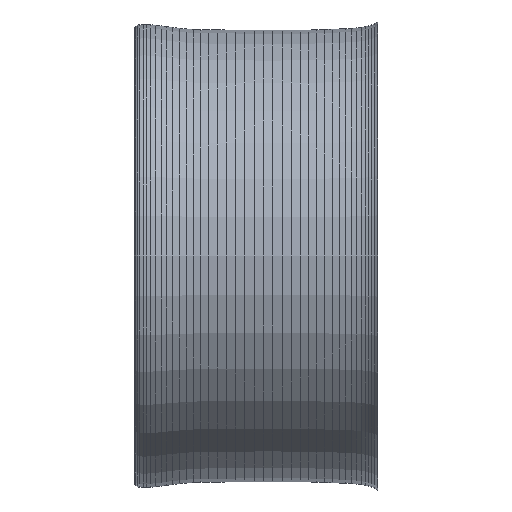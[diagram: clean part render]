
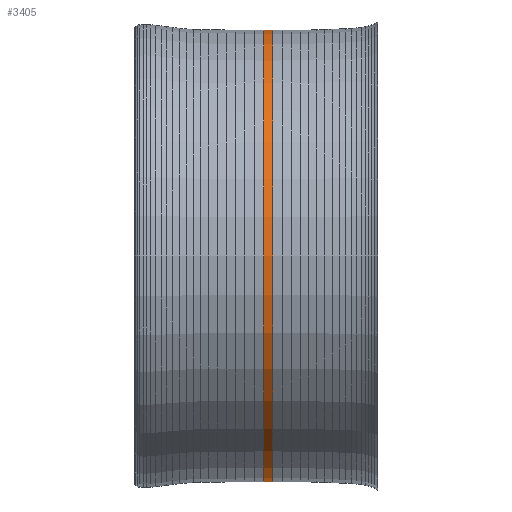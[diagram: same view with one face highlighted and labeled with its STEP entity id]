
A CAD part, front view. The second image highlights one B-rep face of the part: STEP entity #3405.
In plain terms, the highlighted cylindrical face has radius 37.53 mm (diameter 75.06 mm), a full revolution.
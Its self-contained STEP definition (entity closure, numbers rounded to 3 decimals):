
#3338 = CONICAL_SURFACE('',#3339,37.54,0.006);
#3339 = AXIS2_PLACEMENT_3D('',#3340,#3341,#3342);
#3340 = CARTESIAN_POINT('',(19.88,0.,0.));
#3341 = DIRECTION('',(-1.,-0.,-0.));
#3342 = DIRECTION('',(0.,-1.,0.));
#3356 = VERTEX_POINT('',#3357);
#3357 = CARTESIAN_POINT('',(21.43,-37.53,0.));
#3378 = EDGE_CURVE('',#3356,#3356,#3379,.T.);
#3379 = SURFACE_CURVE('',#3380,(#3385,#3392),.PCURVE_S1.);
#3380 = CIRCLE('',#3381,37.53);
#3381 = AXIS2_PLACEMENT_3D('',#3382,#3383,#3384);
#3382 = CARTESIAN_POINT('',(21.43,0.,0.));
#3383 = DIRECTION('',(-1.,0.,0.));
#3384 = DIRECTION('',(0.,-1.,0.));
#3385 = PCURVE('',#3338,#3386);
#3386 = DEFINITIONAL_REPRESENTATION('',(#3387),#3391);
#3387 = LINE('',#3388,#3389);
#3388 = CARTESIAN_POINT('',(0.,-1.55));
#3389 = VECTOR('',#3390,1.);
#3390 = DIRECTION('',(1.,-0.));
#3391 = ( GEOMETRIC_REPRESENTATION_CONTEXT(2) 
PARAMETRIC_REPRESENTATION_CONTEXT() REPRESENTATION_CONTEXT('2D SPACE',''
  ) );
#3392 = PCURVE('',#3393,#3398);
#3393 = CYLINDRICAL_SURFACE('',#3394,37.53);
#3394 = AXIS2_PLACEMENT_3D('',#3395,#3396,#3397);
#3395 = CARTESIAN_POINT('',(21.43,0.,0.));
#3396 = DIRECTION('',(1.,0.,0.));
#3397 = DIRECTION('',(0.,-1.,0.));
#3398 = DEFINITIONAL_REPRESENTATION('',(#3399),#3403);
#3399 = LINE('',#3400,#3401);
#3400 = CARTESIAN_POINT('',(-0.,0.));
#3401 = VECTOR('',#3402,1.);
#3402 = DIRECTION('',(-1.,0.));
#3403 = ( GEOMETRIC_REPRESENTATION_CONTEXT(2) 
PARAMETRIC_REPRESENTATION_CONTEXT() REPRESENTATION_CONTEXT('2D SPACE',''
  ) );
#3405 = ADVANCED_FACE('',(#3406),#3393,.T.);
#3406 = FACE_BOUND('',#3407,.F.);
#3407 = EDGE_LOOP('',(#3408,#3409,#3432,#3459));
#3408 = ORIENTED_EDGE('',*,*,#3378,.T.);
#3409 = ORIENTED_EDGE('',*,*,#3410,.T.);
#3410 = EDGE_CURVE('',#3356,#3411,#3413,.T.);
#3411 = VERTEX_POINT('',#3412);
#3412 = CARTESIAN_POINT('',(22.98,-37.53,0.));
#3413 = SEAM_CURVE('',#3414,(#3418,#3425),.PCURVE_S1.);
#3414 = LINE('',#3415,#3416);
#3415 = CARTESIAN_POINT('',(21.43,-37.53,0.));
#3416 = VECTOR('',#3417,1.);
#3417 = DIRECTION('',(1.,0.,0.));
#3418 = PCURVE('',#3393,#3419);
#3419 = DEFINITIONAL_REPRESENTATION('',(#3420),#3424);
#3420 = LINE('',#3421,#3422);
#3421 = CARTESIAN_POINT('',(-0.,0.));
#3422 = VECTOR('',#3423,1.);
#3423 = DIRECTION('',(-0.,1.));
#3424 = ( GEOMETRIC_REPRESENTATION_CONTEXT(2) 
PARAMETRIC_REPRESENTATION_CONTEXT() REPRESENTATION_CONTEXT('2D SPACE',''
  ) );
#3425 = PCURVE('',#3393,#3426);
#3426 = DEFINITIONAL_REPRESENTATION('',(#3427),#3431);
#3427 = LINE('',#3428,#3429);
#3428 = CARTESIAN_POINT('',(-6.283,0.));
#3429 = VECTOR('',#3430,1.);
#3430 = DIRECTION('',(-0.,1.));
#3431 = ( GEOMETRIC_REPRESENTATION_CONTEXT(2) 
PARAMETRIC_REPRESENTATION_CONTEXT() REPRESENTATION_CONTEXT('2D SPACE',''
  ) );
#3432 = ORIENTED_EDGE('',*,*,#3433,.F.);
#3433 = EDGE_CURVE('',#3411,#3411,#3434,.T.);
#3434 = SURFACE_CURVE('',#3435,(#3440,#3447),.PCURVE_S1.);
#3435 = CIRCLE('',#3436,37.53);
#3436 = AXIS2_PLACEMENT_3D('',#3437,#3438,#3439);
#3437 = CARTESIAN_POINT('',(22.98,0.,0.));
#3438 = DIRECTION('',(-1.,0.,0.));
#3439 = DIRECTION('',(0.,-1.,0.));
#3440 = PCURVE('',#3393,#3441);
#3441 = DEFINITIONAL_REPRESENTATION('',(#3442),#3446);
#3442 = LINE('',#3443,#3444);
#3443 = CARTESIAN_POINT('',(-0.,1.55));
#3444 = VECTOR('',#3445,1.);
#3445 = DIRECTION('',(-1.,0.));
#3446 = ( GEOMETRIC_REPRESENTATION_CONTEXT(2) 
PARAMETRIC_REPRESENTATION_CONTEXT() REPRESENTATION_CONTEXT('2D SPACE',''
  ) );
#3447 = PCURVE('',#3448,#3453);
#3448 = CONICAL_SURFACE('',#3449,37.53,0.007);
#3449 = AXIS2_PLACEMENT_3D('',#3450,#3451,#3452);
#3450 = CARTESIAN_POINT('',(22.98,0.,0.));
#3451 = DIRECTION('',(1.,0.,0.));
#3452 = DIRECTION('',(0.,-1.,0.));
#3453 = DEFINITIONAL_REPRESENTATION('',(#3454),#3458);
#3454 = LINE('',#3455,#3456);
#3455 = CARTESIAN_POINT('',(-0.,0.));
#3456 = VECTOR('',#3457,1.);
#3457 = DIRECTION('',(-1.,0.));
#3458 = ( GEOMETRIC_REPRESENTATION_CONTEXT(2) 
PARAMETRIC_REPRESENTATION_CONTEXT() REPRESENTATION_CONTEXT('2D SPACE',''
  ) );
#3459 = ORIENTED_EDGE('',*,*,#3410,.F.);
